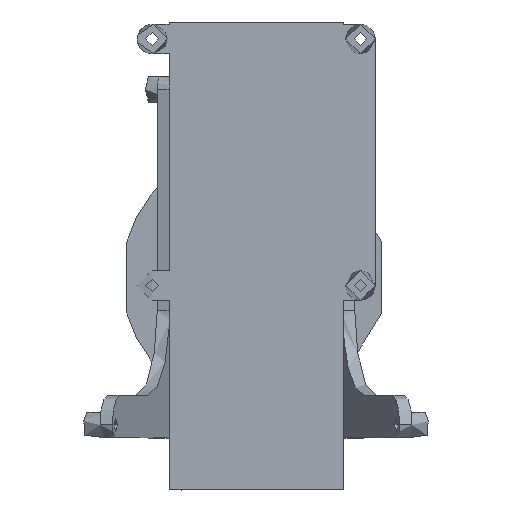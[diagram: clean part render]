
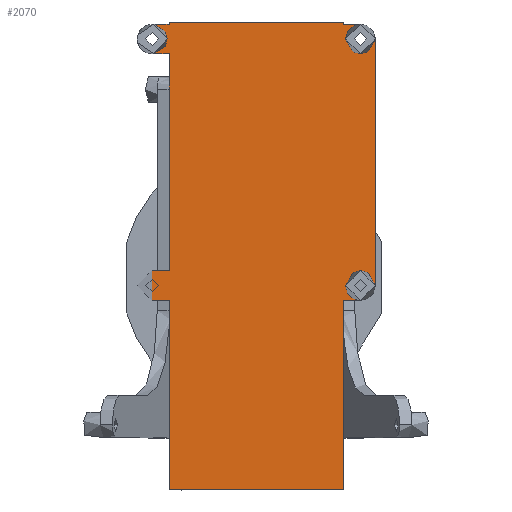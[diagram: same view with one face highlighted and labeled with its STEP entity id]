
A CAD part, top view. The second image highlights one B-rep face of the part: STEP entity #2070.
In plain terms, the highlighted planar face has unit normal (0, 0, 1).
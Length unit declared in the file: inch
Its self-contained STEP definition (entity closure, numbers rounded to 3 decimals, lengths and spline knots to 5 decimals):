
#48=B_SPLINE_CURVE_WITH_KNOTS('',3,(#3450,#3451,#3452,#3453,#3454,#3455,
#3456,#3457,#3458,#3459,#3460,#3461,#3462,#3463,#3464,#3465,#3466,#3467,
#3468,#3469,#3470),.UNSPECIFIED.,.F.,.F.,(4,2,2,2,3,2,2,2,2,4),(1.56473,
1.68449,1.81406,1.94364,2.07321,2.20279,
2.33237,2.46194,2.59152,2.6014),
 .UNSPECIFIED.);
#139=CIRCLE('',#2170,0.1378);
#143=CIRCLE('',#2175,0.1378);
#145=CIRCLE('',#2177,0.1378);
#147=CIRCLE('',#2180,0.1378);
#149=CIRCLE('',#2182,0.1378);
#297=FACE_OUTER_BOUND('',#426,.T.);
#426=EDGE_LOOP('',(#1875,#1876,#1877,#1878,#1879,#1880,#1881,#1882,#1883,
#1884,#1885,#1886,#1887,#1888,#1889,#1890,#1891,#1892,#1893,#1894));
#437=LINE('',#2926,#622);
#440=LINE('',#2935,#625);
#489=LINE('',#3042,#674);
#501=LINE('',#3069,#686);
#503=LINE('',#3073,#688);
#507=LINE('',#3082,#692);
#513=LINE('',#3098,#698);
#560=LINE('',#3486,#745);
#586=LINE('',#3538,#771);
#588=LINE('',#3540,#773);
#590=LINE('',#3543,#775);
#612=LINE('',#3585,#797);
#616=LINE('',#3591,#801);
#618=LINE('',#3594,#803);
#622=VECTOR('',#2309,0.3937);
#625=VECTOR('',#2316,0.3937);
#674=VECTOR('',#2391,0.3937);
#686=VECTOR('',#2409,0.3937);
#688=VECTOR('',#2413,0.3937);
#692=VECTOR('',#2419,0.3937);
#698=VECTOR('',#2431,0.3937);
#745=VECTOR('',#2774,0.3937);
#771=VECTOR('',#2842,0.3937);
#773=VECTOR('',#2844,0.3937);
#775=VECTOR('',#2846,0.3937);
#797=VECTOR('',#2888,0.3937);
#801=VECTOR('',#2896,0.3937);
#803=VECTOR('',#2900,0.3937);
#807=VERTEX_POINT('',#2923);
#808=VERTEX_POINT('',#2925);
#811=VERTEX_POINT('',#2932);
#812=VERTEX_POINT('',#2934);
#856=VERTEX_POINT('',#3039);
#857=VERTEX_POINT('',#3041);
#868=VERTEX_POINT('',#3066);
#869=VERTEX_POINT('',#3068);
#870=VERTEX_POINT('',#3072);
#872=VERTEX_POINT('',#3078);
#874=VERTEX_POINT('',#3081);
#880=VERTEX_POINT('',#3095);
#881=VERTEX_POINT('',#3097);
#932=VERTEX_POINT('',#3237);
#933=VERTEX_POINT('',#3239);
#936=VERTEX_POINT('',#3247);
#937=VERTEX_POINT('',#3250);
#992=VERTEX_POINT('',#3536);
#993=VERTEX_POINT('',#3542);
#1003=VERTEX_POINT('',#3584);
#1006=EDGE_CURVE('',#808,#807,#437,.T.);
#1010=EDGE_CURVE('',#812,#811,#440,.T.);
#1059=EDGE_CURVE('',#857,#856,#489,.T.);
#1071=EDGE_CURVE('',#869,#868,#501,.T.);
#1073=EDGE_CURVE('',#870,#869,#503,.T.);
#1077=EDGE_CURVE('',#874,#872,#507,.T.);
#1084=EDGE_CURVE('',#881,#880,#513,.T.);
#1149=EDGE_CURVE('',#811,#881,#139,.T.);
#1154=EDGE_CURVE('',#933,#932,#143,.T.);
#1157=EDGE_CURVE('',#807,#933,#145,.T.);
#1160=EDGE_CURVE('',#937,#870,#147,.T.);
#1163=EDGE_CURVE('',#936,#937,#149,.T.);
#1241=EDGE_CURVE('',#872,#857,#48,.T.);
#1244=EDGE_CURVE('',#932,#936,#560,.T.);
#1270=EDGE_CURVE('',#856,#992,#586,.T.);
#1272=EDGE_CURVE('',#880,#874,#588,.T.);
#1274=EDGE_CURVE('',#993,#812,#590,.T.);
#1296=EDGE_CURVE('',#1003,#808,#612,.T.);
#1300=EDGE_CURVE('',#992,#1003,#616,.T.);
#1302=EDGE_CURVE('',#868,#993,#618,.T.);
#1875=ORIENTED_EDGE('',*,*,#1010,.T.);
#1876=ORIENTED_EDGE('',*,*,#1149,.T.);
#1877=ORIENTED_EDGE('',*,*,#1084,.T.);
#1878=ORIENTED_EDGE('',*,*,#1272,.T.);
#1879=ORIENTED_EDGE('',*,*,#1077,.T.);
#1880=ORIENTED_EDGE('',*,*,#1241,.T.);
#1881=ORIENTED_EDGE('',*,*,#1059,.T.);
#1882=ORIENTED_EDGE('',*,*,#1270,.T.);
#1883=ORIENTED_EDGE('',*,*,#1300,.T.);
#1884=ORIENTED_EDGE('',*,*,#1296,.T.);
#1885=ORIENTED_EDGE('',*,*,#1006,.T.);
#1886=ORIENTED_EDGE('',*,*,#1157,.T.);
#1887=ORIENTED_EDGE('',*,*,#1154,.T.);
#1888=ORIENTED_EDGE('',*,*,#1244,.T.);
#1889=ORIENTED_EDGE('',*,*,#1163,.T.);
#1890=ORIENTED_EDGE('',*,*,#1160,.T.);
#1891=ORIENTED_EDGE('',*,*,#1073,.T.);
#1892=ORIENTED_EDGE('',*,*,#1071,.T.);
#1893=ORIENTED_EDGE('',*,*,#1302,.T.);
#1894=ORIENTED_EDGE('',*,*,#1274,.T.);
#1965=PLANE('',#2298);
#2070=ADVANCED_FACE('',(#297),#1965,.T.);
#2170=AXIS2_PLACEMENT_3D('',#3231,#2564,#2565);
#2175=AXIS2_PLACEMENT_3D('',#3240,#2575,#2576);
#2177=AXIS2_PLACEMENT_3D('',#3244,#2580,#2581);
#2180=AXIS2_PLACEMENT_3D('',#3251,#2587,#2588);
#2182=AXIS2_PLACEMENT_3D('',#3255,#2592,#2593);
#2298=AXIS2_PLACEMENT_3D('',#3599,#2908,#2909);
#2309=DIRECTION('',(1.,0.,0.));
#2316=DIRECTION('',(-1.,0.,0.));
#2391=DIRECTION('',(1.,0.,0.));
#2409=DIRECTION('',(0.,1.,0.));
#2413=DIRECTION('',(-1.,0.,0.));
#2419=DIRECTION('',(-1.,0.,0.));
#2431=DIRECTION('',(1.,0.,0.));
#2564=DIRECTION('center_axis',(0.,0.,-1.));
#2565=DIRECTION('ref_axis',(1.,0.,0.));
#2575=DIRECTION('center_axis',(0.,0.,-1.));
#2576=DIRECTION('ref_axis',(1.,0.,0.));
#2580=DIRECTION('center_axis',(0.,0.,-1.));
#2581=DIRECTION('ref_axis',(1.,0.,0.));
#2587=DIRECTION('center_axis',(0.,0.,-1.));
#2588=DIRECTION('ref_axis',(1.,0.,0.));
#2592=DIRECTION('center_axis',(0.,0.,-1.));
#2593=DIRECTION('ref_axis',(1.,0.,0.));
#2774=DIRECTION('',(0.,1.,0.));
#2842=DIRECTION('',(0.,-1.,0.));
#2844=DIRECTION('',(0.,-1.,0.));
#2846=DIRECTION('',(0.,-1.,0.));
#2888=DIRECTION('',(0.,1.,0.));
#2896=DIRECTION('',(1.,0.,0.));
#2900=DIRECTION('',(-1.,0.,0.));
#2908=DIRECTION('center_axis',(0.,0.,1.));
#2909=DIRECTION('ref_axis',(1.,0.,0.));
#2923=CARTESIAN_POINT('',(0.9673,-0.41339,2.57844));
#2925=CARTESIAN_POINT('',(0.80982,-0.41339,2.57844));
#2926=CARTESIAN_POINT('',(0.52784,-0.41339,2.57844));
#2932=CARTESIAN_POINT('',(-0.9617,2.14567,2.57844));
#2934=CARTESIAN_POINT('',(-0.80435,2.14567,2.57844));
#2935=CARTESIAN_POINT('',(-0.35799,2.14567,2.57844));
#3039=CARTESIAN_POINT('',(-0.80435,-0.41339,2.57844));
#3041=CARTESIAN_POINT('',(-0.96183,-0.41338,2.57844));
#3042=CARTESIAN_POINT('',(-0.35799,-0.41339,2.57844));
#3066=CARTESIAN_POINT('',(0.80982,2.16535,2.57844));
#3068=CARTESIAN_POINT('',(0.80982,2.14567,2.57844));
#3069=CARTESIAN_POINT('',(0.80982,1.48932,2.57844));
#3072=CARTESIAN_POINT('',(0.9673,2.14567,2.57844));
#3073=CARTESIAN_POINT('',(0.52784,2.14567,2.57844));
#3078=CARTESIAN_POINT('',(-0.96183,-0.1378,2.57844));
#3081=CARTESIAN_POINT('',(-0.80435,-0.1378,2.57844));
#3082=CARTESIAN_POINT('',(-0.36586,-0.1378,2.57844));
#3095=CARTESIAN_POINT('',(-0.80435,1.8702,2.57844));
#3097=CARTESIAN_POINT('',(-0.95608,1.8702,2.57844));
#3098=CARTESIAN_POINT('',(-0.37015,1.8702,2.57844));
#3231=CARTESIAN_POINT('Origin',(-0.96183,2.00787,2.57844));
#3237=CARTESIAN_POINT('',(1.1051,-0.27559,2.57844));
#3239=CARTESIAN_POINT('',(0.82951,-0.27559,2.57844));
#3240=CARTESIAN_POINT('Origin',(0.9673,-0.27559,2.57844));
#3244=CARTESIAN_POINT('Origin',(0.9673,-0.27559,2.57844));
#3247=CARTESIAN_POINT('',(1.1051,2.00787,2.57844));
#3250=CARTESIAN_POINT('',(0.82951,2.00787,2.57844));
#3251=CARTESIAN_POINT('Origin',(0.9673,2.00787,2.57844));
#3255=CARTESIAN_POINT('Origin',(0.9673,2.00787,2.57844));
#3450=CARTESIAN_POINT('Ctrl Pts',(-0.96183,-0.1378,
2.57844));
#3451=CARTESIAN_POINT('Ctrl Pts',(-0.94572,-0.1378,
2.57844));
#3452=CARTESIAN_POINT('Ctrl Pts',(-0.92743,-0.14124,
2.57844));
#3453=CARTESIAN_POINT('Ctrl Pts',(-0.89685,-0.1529,
2.57844));
#3454=CARTESIAN_POINT('Ctrl Pts',(-0.87957,-0.16375,
2.57844));
#3455=CARTESIAN_POINT('Ctrl Pts',(-0.85484,-0.1871,
2.57844));
#3456=CARTESIAN_POINT('Ctrl Pts',(-0.84303,-0.20374,
2.57844));
#3457=CARTESIAN_POINT('Ctrl Pts',(-0.82912,-0.23477,
2.57844));
#3458=CARTESIAN_POINT('Ctrl Pts',(-0.82457,-0.25466,
2.57844));
#3459=CARTESIAN_POINT('Ctrl Pts',(-0.82409,-0.27166,
2.57844));
#3460=CARTESIAN_POINT('Ctrl Pts',(-0.8236,-0.28866,
2.57844));
#3461=CARTESIAN_POINT('Ctrl Pts',(-0.82701,-0.30878,
2.57844));
#3462=CARTESIAN_POINT('Ctrl Pts',(-0.83913,-0.34056,
2.57844));
#3463=CARTESIAN_POINT('Ctrl Pts',(-0.84998,-0.35784,
2.57844));
#3464=CARTESIAN_POINT('Ctrl Pts',(-0.87333,-0.38257,
2.57844));
#3465=CARTESIAN_POINT('Ctrl Pts',(-0.88997,-0.39438,
2.57844));
#3466=CARTESIAN_POINT('Ctrl Pts',(-0.921,-0.40829,
2.57844));
#3467=CARTESIAN_POINT('Ctrl Pts',(-0.94089,-0.41284,
2.57844));
#3468=CARTESIAN_POINT('Ctrl Pts',(-0.95919,-0.41336,
2.57844));
#3469=CARTESIAN_POINT('Ctrl Pts',(-0.9605,-0.41338,
2.57844));
#3470=CARTESIAN_POINT('Ctrl Pts',(-0.96183,-0.41338,2.57844));
#3486=CARTESIAN_POINT('',(1.1051,0.84464,2.57844));
#3536=CARTESIAN_POINT('',(-0.80435,-2.16535,2.57844));
#3538=CARTESIAN_POINT('',(-0.80435,0.53815,2.57844));
#3540=CARTESIAN_POINT('',(-0.80435,0.53815,2.57844));
#3542=CARTESIAN_POINT('',(-0.80435,2.16535,2.57844));
#3543=CARTESIAN_POINT('',(-0.80435,0.53815,2.57844));
#3584=CARTESIAN_POINT('',(0.80982,-2.16535,2.57844));
#3585=CARTESIAN_POINT('',(0.80982,0.64013,2.57844));
#3591=CARTESIAN_POINT('',(0.08493,-2.16535,2.57844));
#3594=CARTESIAN_POINT('',(0.08985,2.16535,2.57844));
#3599=CARTESIAN_POINT('Origin',(0.16712,0.82314,2.57844));
